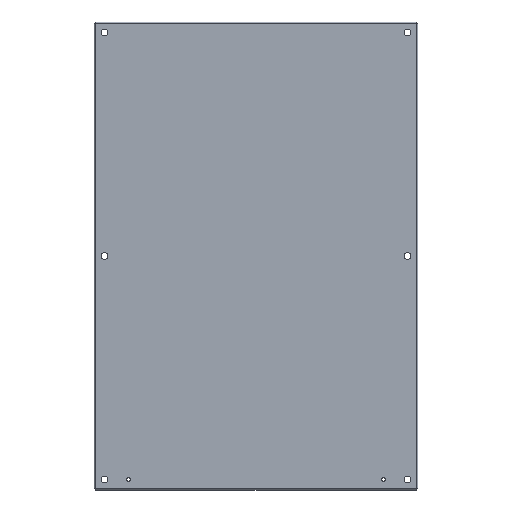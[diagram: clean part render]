
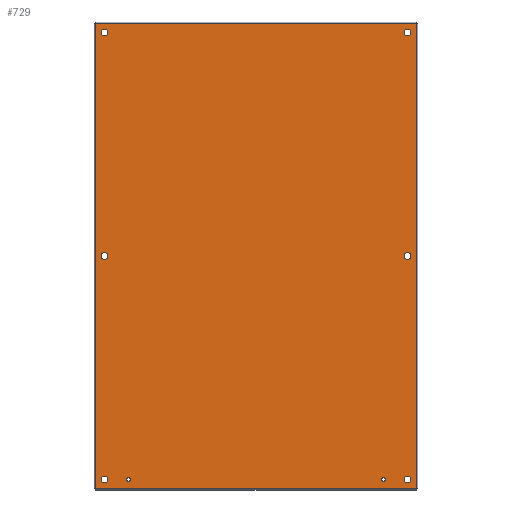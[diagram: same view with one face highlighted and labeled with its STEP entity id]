
A CAD part, top view. The second image highlights one B-rep face of the part: STEP entity #729.
In plain terms, the highlighted planar face has unit normal (0, 0, 1).
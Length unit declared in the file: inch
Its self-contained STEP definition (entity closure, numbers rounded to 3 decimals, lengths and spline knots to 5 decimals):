
#43=PLANE('',#786);
#75=LINE('',#1100,#135);
#90=LINE('',#1200,#150);
#105=LINE('',#1300,#165);
#119=LINE('',#1397,#179);
#135=VECTOR('',#866,38.7895);
#150=VECTOR('',#895,26.7895);
#165=VECTOR('',#924,38.7895);
#179=VECTOR('',#952,26.7895);
#197=FACE_BOUND('',#311,.T.);
#198=FACE_BOUND('',#312,.T.);
#199=FACE_BOUND('',#313,.T.);
#200=FACE_BOUND('',#314,.T.);
#201=FACE_BOUND('',#315,.T.);
#202=FACE_BOUND('',#316,.T.);
#203=FACE_BOUND('',#317,.T.);
#204=FACE_BOUND('',#318,.T.);
#205=FACE_BOUND('',#319,.T.);
#311=EDGE_LOOP('',(#656));
#312=EDGE_LOOP('',(#657));
#313=EDGE_LOOP('',(#658));
#314=EDGE_LOOP('',(#659));
#315=EDGE_LOOP('',(#660));
#316=EDGE_LOOP('',(#661));
#317=EDGE_LOOP('',(#662));
#318=EDGE_LOOP('',(#663));
#319=EDGE_LOOP('',(#664,#665,#666,#667));
#320=CIRCLE('',#734,0.156);
#322=CIRCLE('',#737,0.156);
#324=CIRCLE('',#740,0.2815);
#326=CIRCLE('',#743,0.2815);
#328=CIRCLE('',#746,0.2815);
#330=CIRCLE('',#749,0.2815);
#332=CIRCLE('',#752,0.2815);
#334=CIRCLE('',#755,0.2815);
#336=VERTEX_POINT('',#959);
#338=VERTEX_POINT('',#964);
#340=VERTEX_POINT('',#969);
#342=VERTEX_POINT('',#974);
#344=VERTEX_POINT('',#979);
#346=VERTEX_POINT('',#984);
#348=VERTEX_POINT('',#989);
#350=VERTEX_POINT('',#994);
#361=VERTEX_POINT('',#1053);
#362=VERTEX_POINT('',#1083);
#372=VERTEX_POINT('',#1183);
#382=VERTEX_POINT('',#1283);
#392=EDGE_CURVE('',#336,#336,#320,.T.);
#394=EDGE_CURVE('',#338,#338,#322,.T.);
#396=EDGE_CURVE('',#340,#340,#324,.T.);
#398=EDGE_CURVE('',#342,#342,#326,.T.);
#400=EDGE_CURVE('',#344,#344,#328,.T.);
#402=EDGE_CURVE('',#346,#346,#330,.T.);
#404=EDGE_CURVE('',#348,#348,#332,.T.);
#406=EDGE_CURVE('',#350,#350,#334,.T.);
#427=EDGE_CURVE('',#362,#361,#75,.T.);
#446=EDGE_CURVE('',#372,#362,#90,.T.);
#465=EDGE_CURVE('',#382,#372,#105,.T.);
#483=EDGE_CURVE('',#361,#382,#119,.T.);
#656=ORIENTED_EDGE('',*,*,#392,.T.);
#657=ORIENTED_EDGE('',*,*,#394,.T.);
#658=ORIENTED_EDGE('',*,*,#396,.T.);
#659=ORIENTED_EDGE('',*,*,#398,.T.);
#660=ORIENTED_EDGE('',*,*,#400,.T.);
#661=ORIENTED_EDGE('',*,*,#402,.T.);
#662=ORIENTED_EDGE('',*,*,#404,.T.);
#663=ORIENTED_EDGE('',*,*,#406,.T.);
#664=ORIENTED_EDGE('',*,*,#427,.T.);
#665=ORIENTED_EDGE('',*,*,#483,.T.);
#666=ORIENTED_EDGE('',*,*,#465,.T.);
#667=ORIENTED_EDGE('',*,*,#446,.T.);
#729=ADVANCED_FACE('',(#197,#198,#199,#200,#201,#202,#203,#204,#205),#43,
 .T.);
#734=AXIS2_PLACEMENT_3D('',#960,#791,#792);
#737=AXIS2_PLACEMENT_3D('',#965,#797,#798);
#740=AXIS2_PLACEMENT_3D('',#970,#803,#804);
#743=AXIS2_PLACEMENT_3D('',#975,#809,#810);
#746=AXIS2_PLACEMENT_3D('',#980,#815,#816);
#749=AXIS2_PLACEMENT_3D('',#985,#821,#822);
#752=AXIS2_PLACEMENT_3D('',#990,#827,#828);
#755=AXIS2_PLACEMENT_3D('',#995,#833,#834);
#786=AXIS2_PLACEMENT_3D('',#1399,#955,#956);
#791=DIRECTION('center_axis',(0.,0.,-1.));
#792=DIRECTION('ref_axis',(1.,0.,0.));
#797=DIRECTION('center_axis',(0.,0.,-1.));
#798=DIRECTION('ref_axis',(1.,0.,0.));
#803=DIRECTION('center_axis',(0.,0.,-1.));
#804=DIRECTION('ref_axis',(1.,0.,0.));
#809=DIRECTION('center_axis',(0.,0.,-1.));
#810=DIRECTION('ref_axis',(1.,0.,0.));
#815=DIRECTION('center_axis',(0.,0.,-1.));
#816=DIRECTION('ref_axis',(1.,0.,0.));
#821=DIRECTION('center_axis',(0.,0.,-1.));
#822=DIRECTION('ref_axis',(1.,0.,0.));
#827=DIRECTION('center_axis',(0.,0.,-1.));
#828=DIRECTION('ref_axis',(1.,0.,0.));
#833=DIRECTION('center_axis',(0.,0.,-1.));
#834=DIRECTION('ref_axis',(1.,0.,0.));
#866=DIRECTION('',(0.,1.,0.));
#895=DIRECTION('',(1.,0.,0.));
#924=DIRECTION('',(0.,-1.,0.));
#952=DIRECTION('',(-1.,0.,0.));
#955=DIRECTION('center_axis',(0.,0.,1.));
#956=DIRECTION('ref_axis',(1.,0.,0.));
#959=CARTESIAN_POINT('',(24.281,0.875,0.074));
#960=CARTESIAN_POINT('Origin',(24.125,0.875,0.074));
#964=CARTESIAN_POINT('',(3.031,0.875,0.074));
#965=CARTESIAN_POINT('Origin',(2.875,0.875,0.074));
#969=CARTESIAN_POINT('',(26.4065,19.5,0.074));
#970=CARTESIAN_POINT('Origin',(26.125,19.5,0.074));
#974=CARTESIAN_POINT('',(1.1565,19.5,0.074));
#975=CARTESIAN_POINT('Origin',(0.875,19.5,0.074));
#979=CARTESIAN_POINT('',(26.4065,0.875,0.074));
#980=CARTESIAN_POINT('Origin',(26.125,0.875,0.074));
#984=CARTESIAN_POINT('',(26.4065,38.125,0.074));
#985=CARTESIAN_POINT('Origin',(26.125,38.125,0.074));
#989=CARTESIAN_POINT('',(1.1565,38.125,0.074));
#990=CARTESIAN_POINT('Origin',(0.875,38.125,0.074));
#994=CARTESIAN_POINT('',(1.1565,0.875,0.074));
#995=CARTESIAN_POINT('Origin',(0.875,0.875,0.074));
#1053=CARTESIAN_POINT('',(26.89475,38.89475,0.074));
#1083=CARTESIAN_POINT('',(26.89475,0.10525,0.074));
#1100=CARTESIAN_POINT('',(26.89475,29.19738,0.074));
#1183=CARTESIAN_POINT('',(0.10525,0.10525,0.074));
#1200=CARTESIAN_POINT('',(20.19738,0.10525,0.074));
#1283=CARTESIAN_POINT('',(0.10525,38.89475,0.074));
#1300=CARTESIAN_POINT('',(0.10525,9.80263,0.074));
#1397=CARTESIAN_POINT('',(6.80262,38.89475,0.074));
#1399=CARTESIAN_POINT('Origin',(13.5,19.5,0.074));
